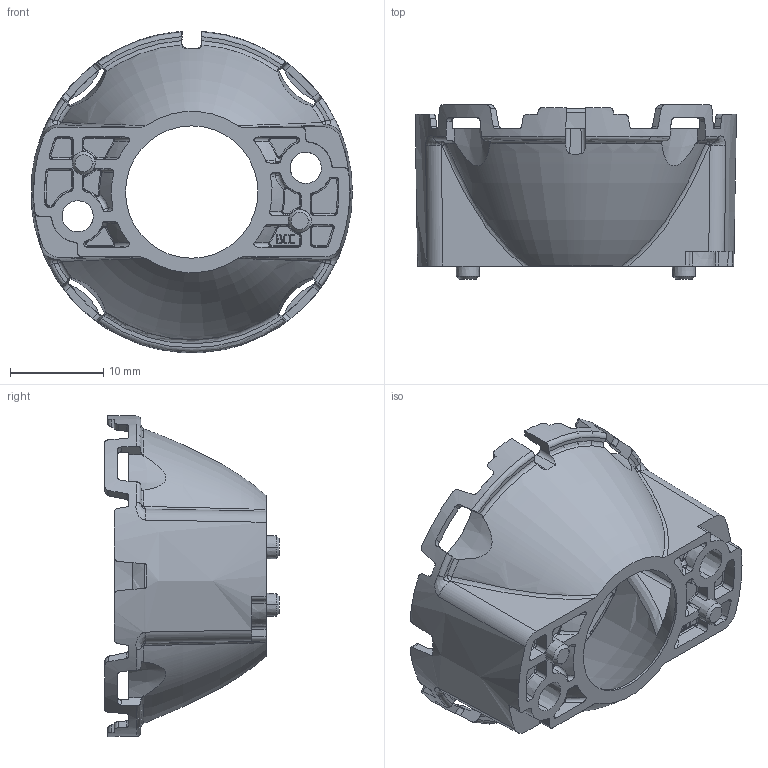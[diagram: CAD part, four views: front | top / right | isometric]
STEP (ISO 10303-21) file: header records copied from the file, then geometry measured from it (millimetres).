
FILE_DESCRIPTION(('STEP AP214'),'1');
FILE_NAME('LLH02BCC0x.stp','2022-10-19T15:48:16',(' '),(' '),'Spatial InterOp 3D',' ',' ');
FILE_SCHEMA(('AUTOMOTIVE_DESIGN { 1 0 10303 214 1 1 1 1 }'));
Length unit declared in the file: millimetre
Products named in the file (1): HOLDER-32-HP-065-24
Bounding box: 34.41 x 18.68 x 34.43 mm (x, y, z)
Volume: 2481.8 mm3; surface area: 4081.3 mm2
Topology: 1 solids, 1 shells, 585 faces, 1624 edges, 1041 vertices
Faces by surface type: plane 152, cylinder 134, bspline 83, torus 80, cone 68, extrusion 50, sphere 14, revolution 4
Entity records: 31965 total; most frequent: CARTESIAN_POINT 14010, ORIENTED_EDGE 3232, DIRECTION 2095, EDGE_CURVE 1616, VERTEX_POINT 1041, B_SPLINE_CURVE_WITH_KNOTS 905, AXIS2_PLACEMENT_3D 837, EDGE_LOOP 607
